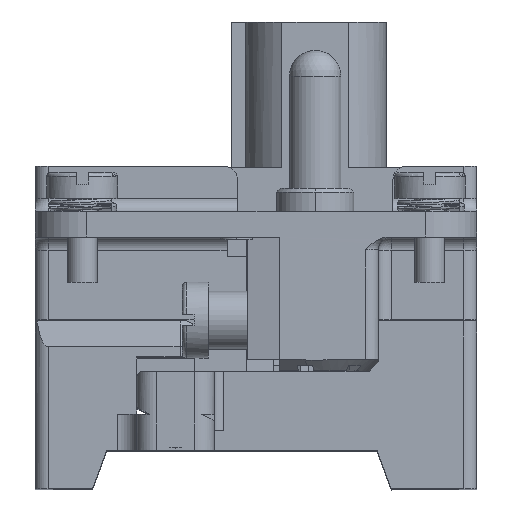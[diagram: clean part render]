
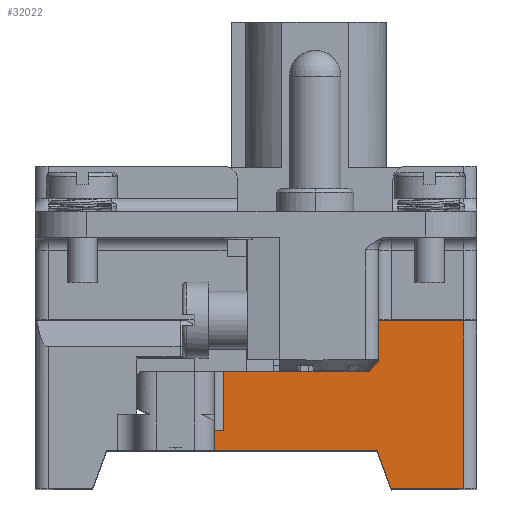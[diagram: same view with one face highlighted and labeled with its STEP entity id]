
A CAD part, top view. The second image highlights one B-rep face of the part: STEP entity #32022.
In plain terms, the highlighted planar face has unit normal (0, 0, 1).
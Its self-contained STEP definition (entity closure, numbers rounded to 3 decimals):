
#1711=DIRECTION('',(1.,0.,0.));
#1712=VECTOR('',#1711,5.659);
#1713=CARTESIAN_POINT('',(-20.376,-0.05,
2.95));
#1714=LINE('',#1713,#1712);
#8925=DIRECTION('',(-1.,0.,0.));
#8926=VECTOR('',#8925,0.7);
#8927=CARTESIAN_POINT('',(-33.417,4.45,2.95));
#8928=LINE('',#8927,#8926);
#8973=DIRECTION('',(0.,-1.,0.));
#8974=VECTOR('',#8973,4.6);
#8975=CARTESIAN_POINT('',(-33.417,9.05,2.95));
#8976=LINE('',#8975,#8974);
#9023=DIRECTION('',(0.,-1.,0.));
#9024=VECTOR('',#9023,3.95);
#9025=CARTESIAN_POINT('',(-23.981,13.,2.95));
#9026=LINE('',#9025,#9024);
#9064=DIRECTION('',(0.,1.,0.));
#9065=VECTOR('',#9064,0.45);
#9066=CARTESIAN_POINT('',(-34.117,4.,2.95));
#9067=LINE('',#9066,#9065);
#9068=DIRECTION('',(1.,0.,0.));
#9069=VECTOR('',#9068,9.436);
#9070=CARTESIAN_POINT('',(-33.417,9.05,2.95));
#9071=LINE('',#9070,#9069);
#9072=DIRECTION('',(1.,0.,0.));
#9073=VECTOR('',#9072,9.264);
#9074=CARTESIAN_POINT('',(-23.981,13.,2.95));
#9075=LINE('',#9074,#9073);
#9076=DIRECTION('',(-0.342,0.94,0.));
#9077=VECTOR('',#9076,3.192);
#9078=CARTESIAN_POINT('',(-20.376,-0.05,
2.95));
#9079=LINE('',#9078,#9077);
#9080=DIRECTION('',(0.,-1.,0.));
#9081=VECTOR('',#9080,1.05);
#9082=CARTESIAN_POINT('',(-34.117,4.,2.95));
#9083=LINE('',#9082,#9081);
#9145=DIRECTION('',(1.,0.,0.));
#9146=VECTOR('',#9145,12.65);
#9147=CARTESIAN_POINT('',(-34.117,2.95,2.95));
#9148=LINE('',#9147,#9146);
#9463=DIRECTION('',(0.,1.,0.));
#9464=VECTOR('',#9463,13.05);
#9465=CARTESIAN_POINT('',(-14.717,-0.05,
2.95));
#9466=LINE('',#9465,#9464);
#13950=CARTESIAN_POINT('',(-34.117,4.,2.95));
#13951=VERTEX_POINT('',#13950);
#13954=CARTESIAN_POINT('',(-34.117,4.45,2.95));
#13955=VERTEX_POINT('',#13954);
#13960=CARTESIAN_POINT('',(-33.417,4.45,2.95));
#13961=VERTEX_POINT('',#13960);
#13966=CARTESIAN_POINT('',(-33.417,9.05,2.95));
#13967=VERTEX_POINT('',#13966);
#13969=CARTESIAN_POINT('',(-23.981,9.05,2.95));
#13971=VERTEX_POINT('',#13969);
#13980=CARTESIAN_POINT('',(-23.981,13.,2.95));
#13981=VERTEX_POINT('',#13980);
#13990=CARTESIAN_POINT('',(-14.717,13.,2.95));
#13991=VERTEX_POINT('',#13990);
#14066=CARTESIAN_POINT('',(-20.376,-0.05,
2.95));
#14067=VERTEX_POINT('',#14066);
#14068=CARTESIAN_POINT('',(-14.717,-0.05,
2.95));
#14069=VERTEX_POINT('',#14068);
#14070=CARTESIAN_POINT('',(-21.467,2.95,2.95));
#14071=VERTEX_POINT('',#14070);
#14076=CARTESIAN_POINT('',(-34.117,2.95,2.95));
#14077=VERTEX_POINT('',#14076);
#32000=CARTESIAN_POINT('',(-13.717,0.95,
2.95));
#32001=DIRECTION('',(0.,0.,1.));
#32002=DIRECTION('',(-1.,0.,0.));
#32003=AXIS2_PLACEMENT_3D('',#32000,#32001,#32002);
#32004=PLANE('',#32003);
#32006=ORIENTED_EDGE('',*,*,#32005,.F.);
#32007=ORIENTED_EDGE('',*,*,#31694,.T.);
#32008=ORIENTED_EDGE('',*,*,#31715,.F.);
#32009=ORIENTED_EDGE('',*,*,#31804,.F.);
#32010=ORIENTED_EDGE('',*,*,#31843,.T.);
#32011=ORIENTED_EDGE('',*,*,#31885,.F.);
#32012=ORIENTED_EDGE('',*,*,#18267,.T.);
#32014=ORIENTED_EDGE('',*,*,#32013,.F.);
#32015=ORIENTED_EDGE('',*,*,#18914,.F.);
#32017=ORIENTED_EDGE('',*,*,#32016,.T.);
#32019=ORIENTED_EDGE('',*,*,#32018,.F.);
#32020=EDGE_LOOP('',(#32006,#32007,#32008,#32009,#32010,#32011,#32012,#32014,
#32015,#32017,#32019));
#32021=FACE_OUTER_BOUND('',#32020,.F.);
#18267=EDGE_CURVE('',#13981,#13991,#9075,.T.);
#18914=EDGE_CURVE('',#14067,#14069,#1714,.T.);
#31694=EDGE_CURVE('',#13951,#13955,#9067,.T.);
#31715=EDGE_CURVE('',#13961,#13955,#8928,.T.);
#31804=EDGE_CURVE('',#13967,#13961,#8976,.T.);
#31843=EDGE_CURVE('',#13967,#13971,#9071,.T.);
#31885=EDGE_CURVE('',#13981,#13971,#9026,.T.);
#32005=EDGE_CURVE('',#13951,#14077,#9083,.T.);
#32013=EDGE_CURVE('',#14069,#13991,#9466,.T.);
#32016=EDGE_CURVE('',#14067,#14071,#9079,.T.);
#32018=EDGE_CURVE('',#14077,#14071,#9148,.T.);
#32022=ADVANCED_FACE('',(#32021),#32004,.T.);
